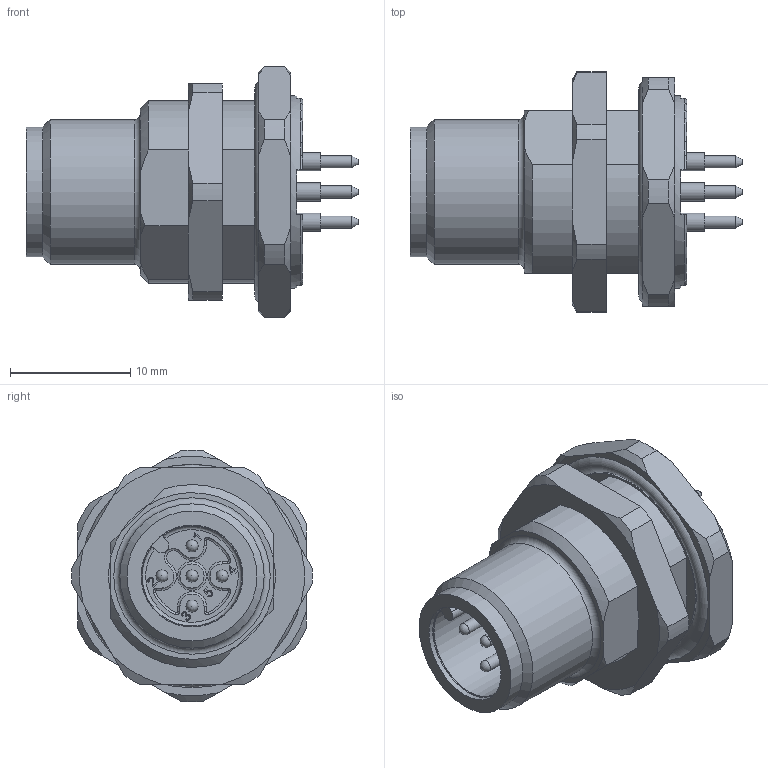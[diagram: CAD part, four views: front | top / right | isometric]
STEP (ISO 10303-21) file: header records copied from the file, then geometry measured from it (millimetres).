
FILE_DESCRIPTION(/* description */ (''),/* implementation_level */ '2;1');
FILE_NAME(/* name */ 'AL-FHM12SUA4_5-P_PG9.stp',/* time_stamp */ '2019-01-11T07:55:58+01:00',/* author */ (''),/* organization */ (''),/* preprocessor_version */ 'ST-DEVELOPER v16',/* originating_system */ 'SIEMENS PLM Software NX 10.0',/* authorisation */ '');
FILE_SCHEMA (('AUTOMOTIVE_DESIGN { 1 0 10303 214 3 1 1 1 }'));
Length unit declared in the file: millimetre
Products named in the file (1): v.sh12C8C3725mw7
Bounding box: 27.6 x 19.99 x 20.89 mm (x, y, z)
Volume: 3510.6 mm3; surface area: 2770.4 mm2
Topology: 2 solids, 2 shells, 263 faces, 706 edges, 463 vertices
Faces by surface type: plane 100, cylinder 69, extrusion 32, cone 30, torus 21, bspline 6, sphere 5
Full cylindrical faces by diameter (mm): 1 x10, 1.5 x5, 2 x1, 8.4 x1, 10.8 x1, 12 x1, 15.6 x1, 16 x1
Entity records: 8675 total; most frequent: CARTESIAN_POINT 2554, ORIENTED_EDGE 1288, DIRECTION 1145, EDGE_CURVE 644, VERTEX_POINT 440, AXIS2_PLACEMENT_3D 435, EDGE_LOOP 325, VECTOR 275
